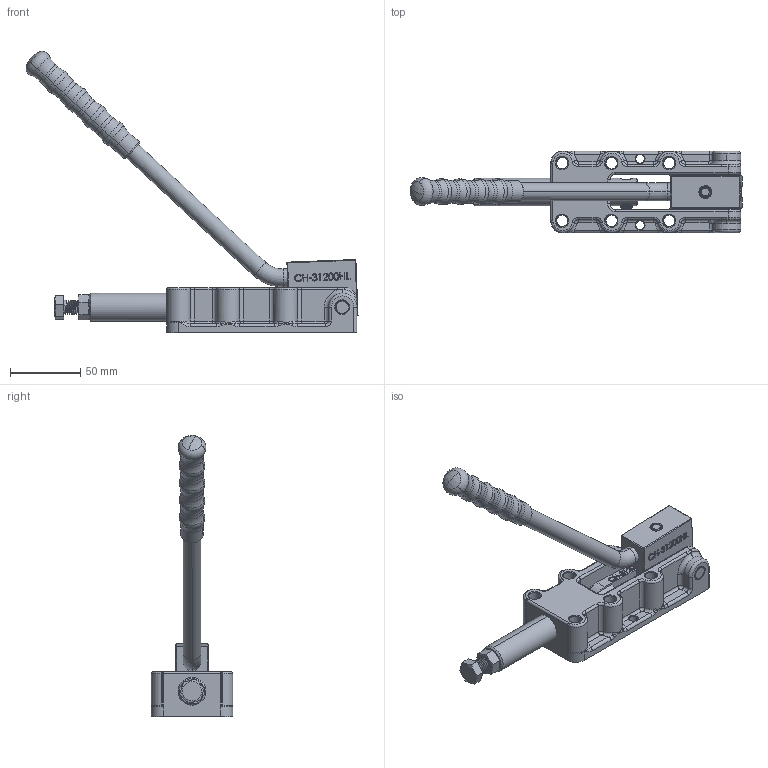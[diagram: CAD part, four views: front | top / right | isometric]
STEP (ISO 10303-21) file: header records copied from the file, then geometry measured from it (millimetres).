
FILE_DESCRIPTION (( 'STEP AP203' ), '1' );
FILE_NAME ('CH-31200-HL.STEP', '2017-11-26T01:31:11', ( 'Windows' ), ( 'Microsoft' ), 'SwSTEP 2.0', 'SolidWorks 2015', '' );
FILE_SCHEMA (( 'CONFIG_CONTROL_DESIGN' ));
Length unit declared in the file: millimetre
Products named in the file (13): 31200HL-01; 31200-03; 31200HL-04; 31200-02; M8AO; 31200-04; CH-31200-HL; 31200-05; 31200-06; M10; 31200HL-02; M10-75; 31200HL-03
Assembly tree (13 placements, depth 2):
  CH-31200-HL
    31200-03
    31200-02
    31200-04
    31200-05
    31200-06  x2
    M10
    M10-75
    31200HL-02
    31200HL-03
    31200HL-01
    31200HL-04
    M8AO
Bounding box: 235.85 x 58 x 199.72 mm (x, y, z)
Volume: 240199.9 mm3; surface area: 94688.6 mm2
Topology: 13 solids, 13 shells, 1853 faces, 5049 edges, 3256 vertices
Faces by surface type: plane 709, cylinder 637, bspline 290, torus 122, cone 91, sphere 4
Entity records: 76767 total; most frequent: CARTESIAN_POINT 37175, ORIENTED_EDGE 8806, DIRECTION 6790, EDGE_CURVE 4403, VERTEX_POINT 2832, AXIS2_PLACEMENT_3D 2356, VECTOR 2078, LINE 2078
